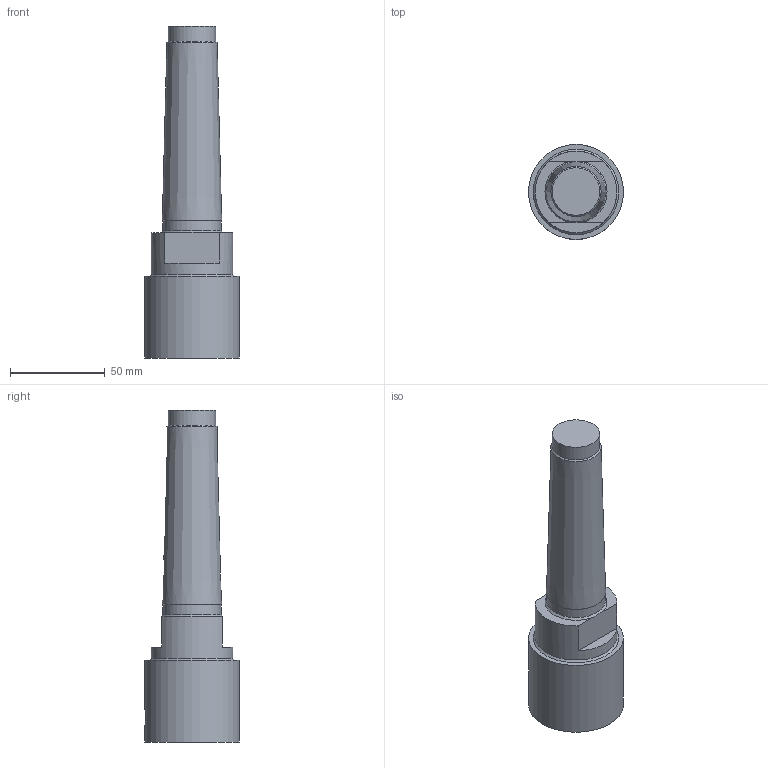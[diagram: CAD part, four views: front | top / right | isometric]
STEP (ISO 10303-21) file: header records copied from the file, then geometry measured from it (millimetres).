
FILE_DESCRIPTION((''),'1');
FILE_NAME('MT4M-CKB5-73-M14.stp','2024-09-03T04:48:48',(''),(''),'Spatial Interop R21 SP3','Kubotek KeyCreator 2011 V10.0.2 (22737)',' ');
FILE_SCHEMA(('automotive_design'));
Length unit declared in the file: millimetre
Products named in the file (1): 240[2]
Bounding box: 50 x 50 x 174.8 mm (x, y, z)
Volume: 165152.2 mm3; surface area: 25983.9 mm2
Topology: 1 solids, 1 shells, 22 faces, 47 edges, 30 vertices
Faces by surface type: plane 11, cylinder 6, cone 5
Full cylindrical faces by diameter (mm): 10.3 x1, 25 x1, 28 x1, 30.667 x1, 43 x1, 50 x1
Entity records: 1097 total; most frequent: CARTESIAN_POINT 217, DIRECTION 94, PRESENTATION_STYLE_ASSIGNMENT 79, COLOUR_RGB 79, ORIENTED_EDGE 66, STYLED_ITEM 56, CURVE_STYLE 56, DRAUGHTING_PRE_DEFINED_CURVE_FONT 56
